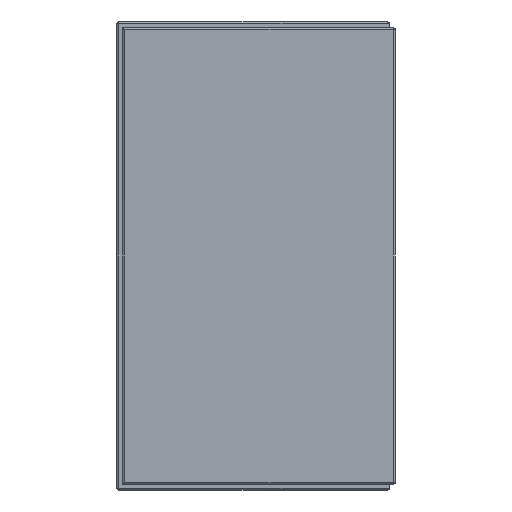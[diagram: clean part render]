
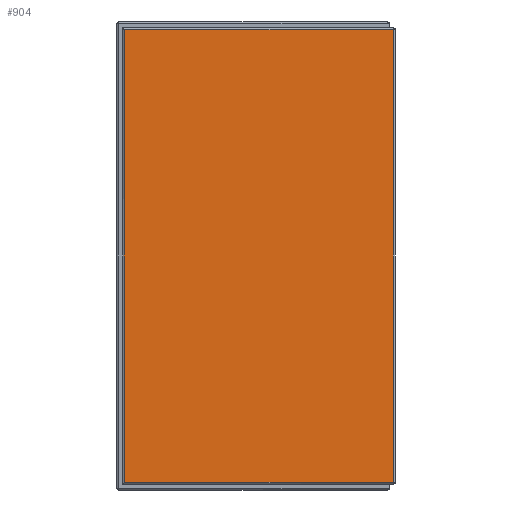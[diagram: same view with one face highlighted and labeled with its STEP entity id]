
A CAD part, left-side view. The second image highlights one B-rep face of the part: STEP entity #904.
In plain terms, the highlighted planar face has unit normal (-1, 0, 0).
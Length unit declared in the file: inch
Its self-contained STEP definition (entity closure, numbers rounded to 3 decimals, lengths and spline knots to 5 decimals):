
#2 = CARTESIAN_POINT ( 'NONE',  ( -0.049, 0.045, 0.0382 ) ) ;
#120 = EDGE_CURVE ( 'NONE', #1373, #592, #544, .T. ) ;
#136 = ORIENTED_EDGE ( 'NONE', *, *, #1616, .T. ) ;
#162 = CARTESIAN_POINT ( 'NONE',  ( -0.049, -0.0007, 0.0382 ) ) ;
#188 = EDGE_CURVE ( 'NONE', #1193, #1373, #1358, .T. ) ;
#222 = ORIENTED_EDGE ( 'NONE', *, *, #120, .T. ) ;
#246 = CARTESIAN_POINT ( 'NONE',  ( -0.049, -0.001, -0.0382 ) ) ;
#278 = CARTESIAN_POINT ( 'NONE',  ( -0.049, -0.0007, -0.0382 ) ) ;
#291 = FACE_OUTER_BOUND ( 'NONE', #1348, .T. ) ;
#324 = DIRECTION ( 'NONE',  ( 0., 0., -1. ) ) ;
#343 = VERTEX_POINT ( 'NONE', #162 ) ;
#382 = CARTESIAN_POINT ( 'NONE',  ( -0.049, -0.0007, 0.0385 ) ) ;
#432 = ORIENTED_EDGE ( 'NONE', *, *, #188, .T. ) ;
#539 = DIRECTION ( 'NONE',  ( 0., 0., 1. ) ) ;
#544 = LINE ( 'NONE', #246, #1765 ) ;
#564 = DIRECTION ( 'NONE',  ( 0., -1., 0. ) ) ;
#592 = VERTEX_POINT ( 'NONE', #278 ) ;
#614 = VECTOR ( 'NONE', #638, 39.37008 ) ;
#638 = DIRECTION ( 'NONE',  ( 0., 1., 0. ) ) ;
#639 = EDGE_CURVE ( 'NONE', #592, #343, #1682, .T. ) ;
#782 = CARTESIAN_POINT ( 'NONE',  ( -0.049, 0., 0. ) ) ;
#790 = PLANE ( 'NONE',  #2015 ) ;
#829 = CARTESIAN_POINT ( 'NONE',  ( -0.049, 0.0447, 0.0382 ) ) ;
#904 = ADVANCED_FACE ( 'NONE', ( #291 ), #790, .T. ) ;
#968 = CARTESIAN_POINT ( 'NONE',  ( -0.049, 0.0447, -0.0385 ) ) ;
#971 = VECTOR ( 'NONE', #1781, 39.37008 ) ;
#1193 = VERTEX_POINT ( 'NONE', #829 ) ;
#1216 = VECTOR ( 'NONE', #539, 39.37008 ) ;
#1287 = DIRECTION ( 'NONE',  ( -1., 0., 0. ) ) ;
#1348 = EDGE_LOOP ( 'NONE', ( #222, #1871, #136, #432 ) ) ;
#1358 = LINE ( 'NONE', #968, #971 ) ;
#1373 = VERTEX_POINT ( 'NONE', #1393 ) ;
#1393 = CARTESIAN_POINT ( 'NONE',  ( -0.049, 0.0447, -0.0382 ) ) ;
#1616 = EDGE_CURVE ( 'NONE', #343, #1193, #1923, .T. ) ;
#1682 = LINE ( 'NONE', #382, #1216 ) ;
#1765 = VECTOR ( 'NONE', #564, 39.37008 ) ;
#1781 = DIRECTION ( 'NONE',  ( 0., 0., -1. ) ) ;
#1871 = ORIENTED_EDGE ( 'NONE', *, *, #639, .T. ) ;
#1923 = LINE ( 'NONE', #2, #614 ) ;
#2015 = AXIS2_PLACEMENT_3D ( 'NONE', #782, #1287, #324 ) ;
